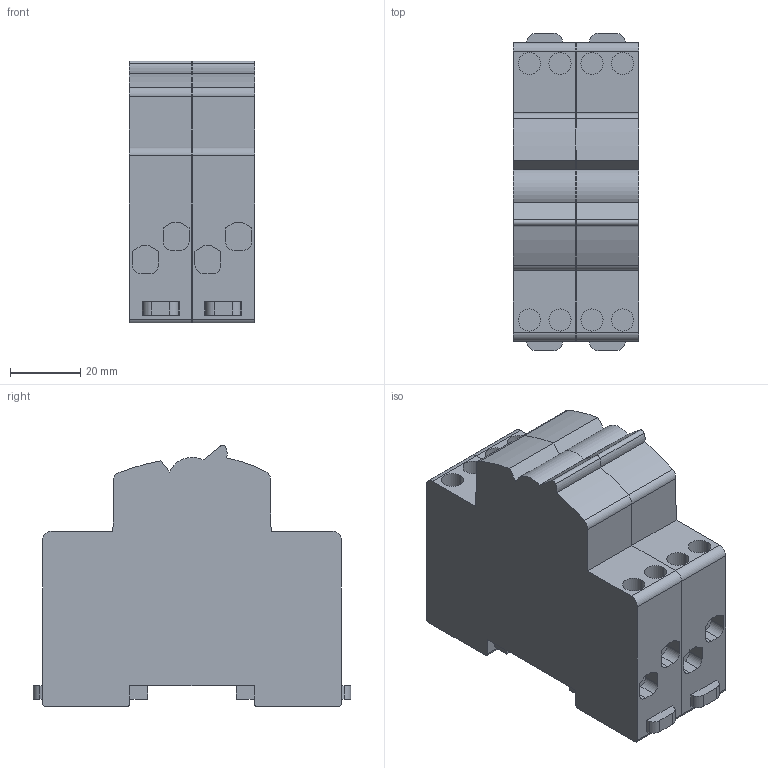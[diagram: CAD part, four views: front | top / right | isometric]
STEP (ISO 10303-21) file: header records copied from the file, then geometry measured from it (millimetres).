
FILE_DESCRIPTION(('CATIA V5 STEP Exchange','CAx-IF Rec.Pracs.--- Model Styling and Organization---1.4--- 2014-01-23'),'2;1');
FILE_NAME('MTC 2 MOD.stp','2020-02-05T15:25:04+00:00',('none'),('none'),'CATIA Version 5-6 Release 2016 SP4','CATIA V5 STEP AP214','none');
FILE_SCHEMA(('AUTOMOTIVE_DESIGN { 1 0 10303 214 1 1 1 1 }'));
Length unit declared in the file: millimetre
Products named in the file (2): Product1; MTC cubo
Assembly tree (2 placements, depth 2):
  Product1
    MTC cubo  x2
Bounding box: 35.6 x 90.32 x 74.45 mm (x, y, z)
Volume: 172780.9 mm3; surface area: 33223.6 mm2
Topology: 2 solids, 2 shells, 196 faces, 516 edges, 344 vertices
Faces by surface type: plane 130, cylinder 66
Entity records: 2910 total; most frequent: ORIENTED_EDGE 516, CARTESIAN_POINT 511, DIRECTION 420, EDGE_CURVE 258, VECTOR 192, LINE 192, VERTEX_POINT 172, AXIS2_PLACEMENT_3D 147
